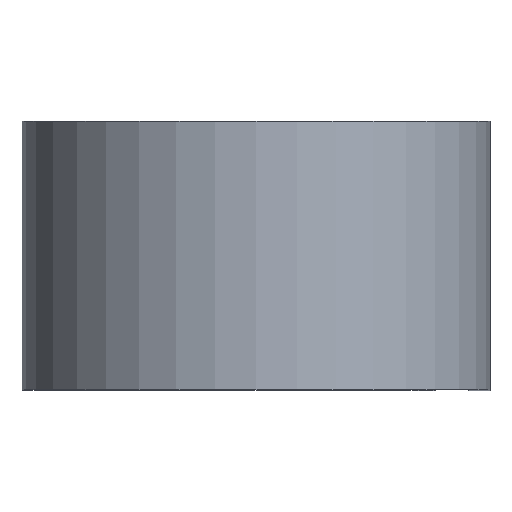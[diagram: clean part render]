
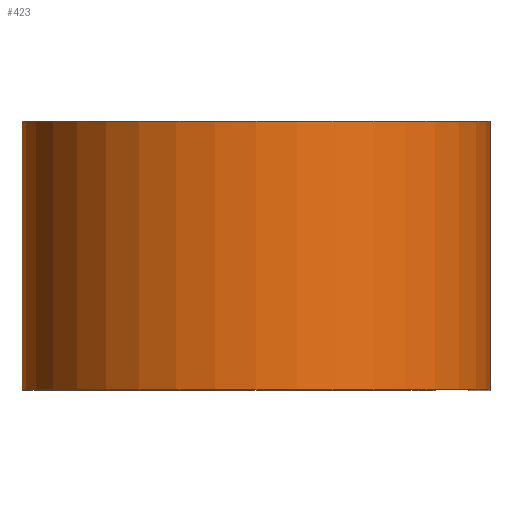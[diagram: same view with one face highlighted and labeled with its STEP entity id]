
A CAD part, top view. The second image highlights one B-rep face of the part: STEP entity #423.
In plain terms, the highlighted cylindrical face has radius 16.599 mm (diameter 33.198 mm), a partial arc.
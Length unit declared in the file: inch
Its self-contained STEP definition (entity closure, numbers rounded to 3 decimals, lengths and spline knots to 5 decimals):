
#2 = CARTESIAN_POINT ( 'NONE',  ( 0.6535, 0.375, 0. ) ) ;
#7 = FACE_OUTER_BOUND ( 'NONE', #94, .T. ) ;
#27 = AXIS2_PLACEMENT_3D ( 'NONE', #484, #349, #351 ) ;
#40 = ORIENTED_EDGE ( 'NONE', *, *, #426, .T. ) ;
#82 = CIRCLE ( 'NONE', #467, 0.6535 ) ;
#94 = EDGE_LOOP ( 'NONE', ( #40, #119, #181, #346 ) ) ;
#111 = CARTESIAN_POINT ( 'NONE',  ( 0.6535, 0.375, 0. ) ) ;
#119 = ORIENTED_EDGE ( 'NONE', *, *, #591, .F. ) ;
#151 = VERTEX_POINT ( 'NONE', #536 ) ;
#181 = ORIENTED_EDGE ( 'NONE', *, *, #238, .F. ) ;
#185 = CARTESIAN_POINT ( 'NONE',  ( 0., -0.375, -0.6535 ) ) ;
#238 = EDGE_CURVE ( 'NONE', #555, #303, #82, .T. ) ;
#248 = DIRECTION ( 'NONE',  ( 0., -1., 0. ) ) ;
#260 = LINE ( 'NONE', #2, #347 ) ;
#303 = VERTEX_POINT ( 'NONE', #111 ) ;
#346 = ORIENTED_EDGE ( 'NONE', *, *, #447, .T. ) ;
#347 = VECTOR ( 'NONE', #396, 39.37008 ) ;
#349 = DIRECTION ( 'NONE',  ( 0., 1., 0. ) ) ;
#351 = DIRECTION ( 'NONE',  ( 1., 0., 0. ) ) ;
#386 = CARTESIAN_POINT ( 'NONE',  ( 0., 0.375, 0. ) ) ;
#390 = CARTESIAN_POINT ( 'NONE',  ( 0., 0.375, -0.6535 ) ) ;
#396 = DIRECTION ( 'NONE',  ( 0., -1., 0. ) ) ;
#403 = CARTESIAN_POINT ( 'NONE',  ( 0., 0.375, -0.6535 ) ) ;
#423 = ADVANCED_FACE ( 'NONE', ( #7 ), #570, .T. ) ;
#426 = EDGE_CURVE ( 'NONE', #581, #151, #436, .T. ) ;
#435 = DIRECTION ( 'NONE',  ( 0., -1., 0. ) ) ;
#436 = CIRCLE ( 'NONE', #27, 0.6535 ) ;
#447 = EDGE_CURVE ( 'NONE', #555, #581, #533, .T. ) ;
#467 = AXIS2_PLACEMENT_3D ( 'NONE', #493, #499, #537 ) ;
#484 = CARTESIAN_POINT ( 'NONE',  ( 0., -0.375, 0. ) ) ;
#493 = CARTESIAN_POINT ( 'NONE',  ( 0., 0.375, 0. ) ) ;
#499 = DIRECTION ( 'NONE',  ( 0., 1., 0. ) ) ;
#507 = VECTOR ( 'NONE', #248, 39.37008 ) ;
#533 = LINE ( 'NONE', #403, #507 ) ;
#536 = CARTESIAN_POINT ( 'NONE',  ( 0.6535, -0.375, 0. ) ) ;
#537 = DIRECTION ( 'NONE',  ( 1., 0., 0. ) ) ;
#555 = VERTEX_POINT ( 'NONE', #390 ) ;
#570 = CYLINDRICAL_SURFACE ( 'NONE', #578, 0.6535 ) ;
#573 = DIRECTION ( 'NONE',  ( 0., 0., -1. ) ) ;
#578 = AXIS2_PLACEMENT_3D ( 'NONE', #386, #435, #573 ) ;
#581 = VERTEX_POINT ( 'NONE', #185 ) ;
#591 = EDGE_CURVE ( 'NONE', #303, #151, #260, .T. ) ;
